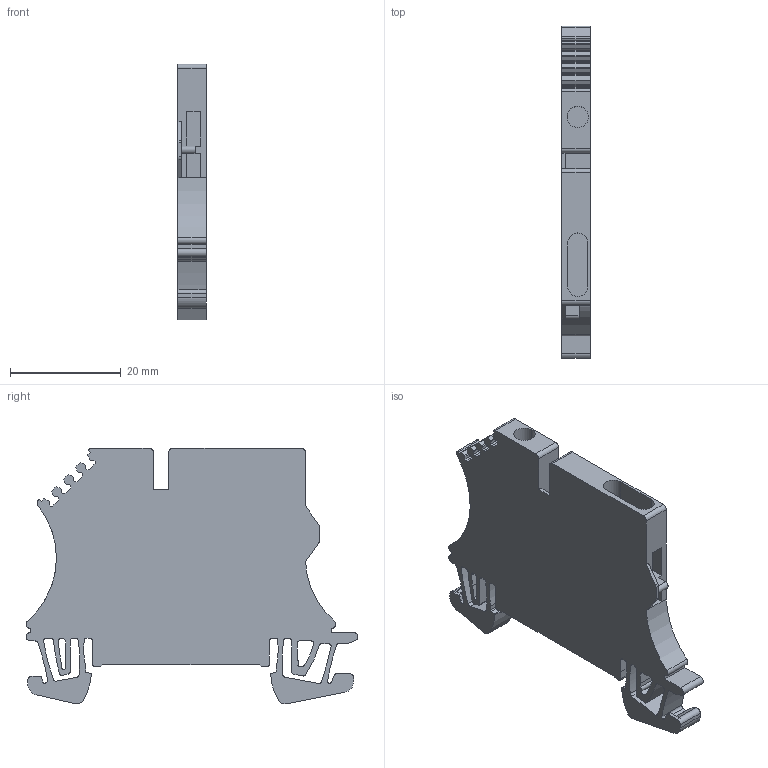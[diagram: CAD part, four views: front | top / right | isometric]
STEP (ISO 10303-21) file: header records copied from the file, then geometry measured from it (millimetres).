
FILE_DESCRIPTION(('CATIA V5R20 STEP214'),'2;1');
FILE_NAME ('5965556_3', '2014-11-20T14:36:39+00:00', ('Weidmueller Interface'), ('Weidmueller'), 'CATIA Version 5 Release 20 SP 5 (IN-10)', 'CATIA V5 STEP AP214', 'none');
FILE_SCHEMA(('AUTOMOTIVE_DESIGN { 1 0 10303 214 1 1 1 1 }'));
Length unit declared in the file: millimetre
Products named in the file (1): 1010600000_WNT_2-5_10X3_BE
Bounding box: 5.1 x 60 x 46.25 mm (x, y, z)
Volume: 8762.9 mm3; surface area: 6510.9 mm2
Topology: 1 solids, 1 shells, 248 faces, 732 edges, 491 vertices
Faces by surface type: plane 153, cylinder 95
Entity records: 7998 total; most frequent: ORIENTED_EDGE 1464, CARTESIAN_POINT 1442, DIRECTION 1168, EDGE_CURVE 732, VECTOR 527, LINE 527, VERTEX_POINT 491, AXIS2_PLACEMENT_3D 424
